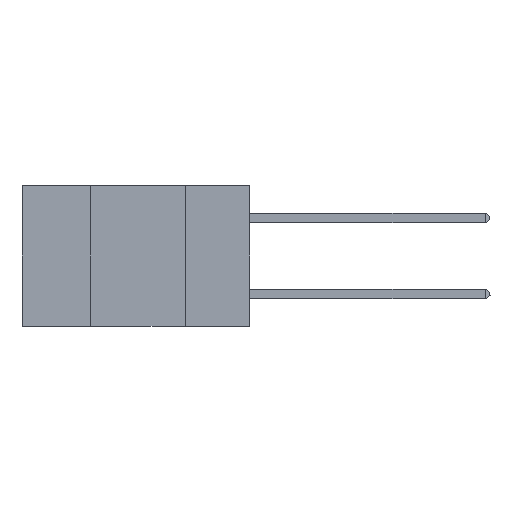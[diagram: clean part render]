
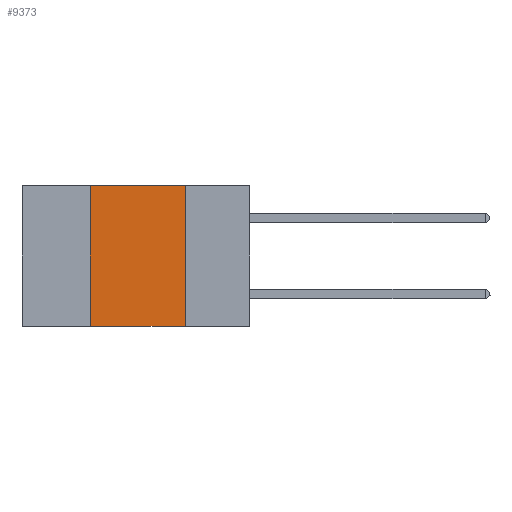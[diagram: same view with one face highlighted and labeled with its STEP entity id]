
A CAD part, left-side view. The second image highlights one B-rep face of the part: STEP entity #9373.
In plain terms, the highlighted planar face has unit normal (-1, 0, 0).
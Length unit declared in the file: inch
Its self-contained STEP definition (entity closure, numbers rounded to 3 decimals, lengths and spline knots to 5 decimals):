
#365 = CARTESIAN_POINT ( 'NONE',  ( 0., 0.6, 0. ) ) ;
#415 = EDGE_CURVE ( 'NONE', #7180, #10334, #8554, .T. ) ;
#586 = DIRECTION ( 'NONE',  ( 0., 0., -1. ) ) ;
#1524 = EDGE_LOOP ( 'NONE', ( #8681, #6736, #7639, #8726 ) ) ;
#2250 = CARTESIAN_POINT ( 'NONE',  ( 0., 0.42, 0. ) ) ;
#2756 = CARTESIAN_POINT ( 'NONE',  ( 0., 0.6, -0.37 ) ) ;
#2796 = DIRECTION ( 'NONE',  ( 0., -1., 0. ) ) ;
#3141 = VECTOR ( 'NONE', #2796, 39.37008 ) ;
#3222 = VERTEX_POINT ( 'NONE', #6489 ) ;
#3314 = PLANE ( 'NONE',  #9312 ) ;
#3751 = EDGE_CURVE ( 'NONE', #3222, #10334, #4244, .T. ) ;
#4244 = LINE ( 'NONE', #7325, #9559 ) ;
#4578 = EDGE_CURVE ( 'NONE', #7180, #10852, #9151, .T. ) ;
#4722 = VECTOR ( 'NONE', #8035, 39.37008 ) ;
#5971 = DIRECTION ( 'NONE',  ( 1., 0., 0. ) ) ;
#6418 = DIRECTION ( 'NONE',  ( 0., 0., 1. ) ) ;
#6489 = CARTESIAN_POINT ( 'NONE',  ( 0., 0.17, 0. ) ) ;
#6736 = ORIENTED_EDGE ( 'NONE', *, *, #6949, .F. ) ;
#6824 = DIRECTION ( 'NONE',  ( 0., 0., -1. ) ) ;
#6949 = EDGE_CURVE ( 'NONE', #10852, #3222, #6984, .T. ) ;
#6984 = LINE ( 'NONE', #365, #4722 ) ;
#7180 = VERTEX_POINT ( 'NONE', #9634 ) ;
#7325 = CARTESIAN_POINT ( 'NONE',  ( 0., 0.17, 0. ) ) ;
#7619 = CARTESIAN_POINT ( 'NONE',  ( 0., 0.42, 0. ) ) ;
#7639 = ORIENTED_EDGE ( 'NONE', *, *, #4578, .F. ) ;
#8035 = DIRECTION ( 'NONE',  ( 0., -1., 0. ) ) ;
#8478 = CARTESIAN_POINT ( 'NONE',  ( 0., 0.17, -0.37 ) ) ;
#8554 = LINE ( 'NONE', #2756, #3141 ) ;
#8681 = ORIENTED_EDGE ( 'NONE', *, *, #3751, .F. ) ;
#8726 = ORIENTED_EDGE ( 'NONE', *, *, #415, .T. ) ;
#8881 = VECTOR ( 'NONE', #6418, 39.37008 ) ;
#9151 = LINE ( 'NONE', #2250, #8881 ) ;
#9312 = AXIS2_PLACEMENT_3D ( 'NONE', #10223, #5971, #6824 ) ;
#9373 = ADVANCED_FACE ( 'NONE', ( #9566 ), #3314, .F. ) ;
#9559 = VECTOR ( 'NONE', #586, 39.37008 ) ;
#9566 = FACE_OUTER_BOUND ( 'NONE', #1524, .T. ) ;
#9634 = CARTESIAN_POINT ( 'NONE',  ( 0., 0.42, -0.37 ) ) ;
#10223 = CARTESIAN_POINT ( 'NONE',  ( 0., 0.6, 0. ) ) ;
#10334 = VERTEX_POINT ( 'NONE', #8478 ) ;
#10852 = VERTEX_POINT ( 'NONE', #7619 ) ;
